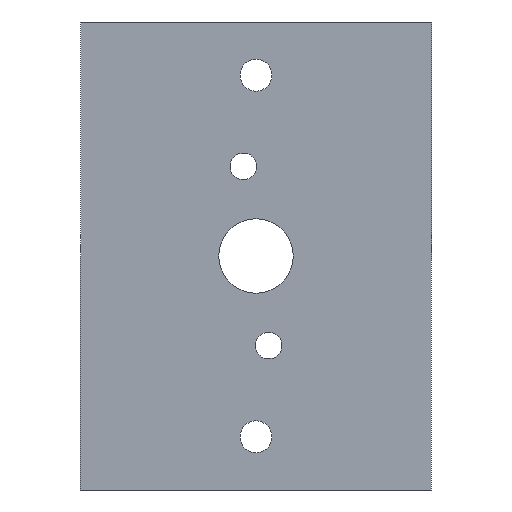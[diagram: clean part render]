
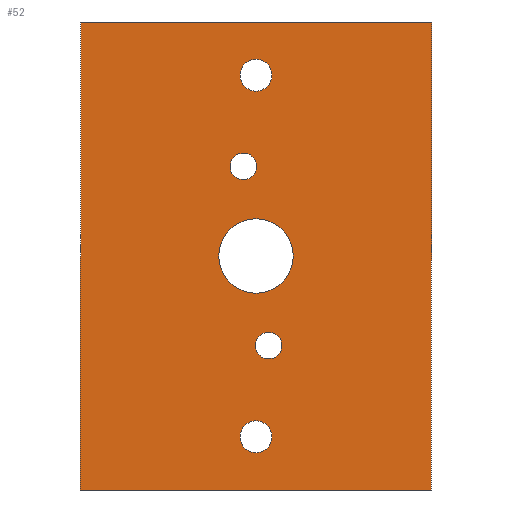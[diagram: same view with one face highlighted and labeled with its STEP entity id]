
A CAD part, left-side view. The second image highlights one B-rep face of the part: STEP entity #52.
In plain terms, the highlighted planar face has unit normal (-1, 0, 0).
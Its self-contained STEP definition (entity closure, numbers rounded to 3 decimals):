
#52=ADVANCED_FACE('',(#98,#99,#100,#101,#102,#103),#63,.F.);
#63=PLANE('',#246);
#72=LINE('',#338,#84);
#73=LINE('',#341,#85);
#74=LINE('',#343,#86);
#75=LINE('',#345,#87);
#84=VECTOR('',#280,1.);
#85=VECTOR('',#281,1.);
#86=VECTOR('',#282,1.);
#87=VECTOR('',#283,1.);
#98=FACE_BOUND('',#120,.T.);
#99=FACE_BOUND('',#121,.T.);
#100=FACE_BOUND('',#122,.T.);
#101=FACE_BOUND('',#123,.T.);
#102=FACE_BOUND('',#124,.T.);
#103=FACE_BOUND('',#125,.T.);
#120=EDGE_LOOP('',(#149));
#121=EDGE_LOOP('',(#150));
#122=EDGE_LOOP('',(#151));
#123=EDGE_LOOP('',(#152,#153,#154,#155));
#124=EDGE_LOOP('',(#156));
#125=EDGE_LOOP('',(#157));
#149=ORIENTED_EDGE('',*,*,#211,.T.);
#150=ORIENTED_EDGE('',*,*,#212,.T.);
#151=ORIENTED_EDGE('',*,*,#213,.T.);
#152=ORIENTED_EDGE('',*,*,#214,.T.);
#153=ORIENTED_EDGE('',*,*,#215,.T.);
#154=ORIENTED_EDGE('',*,*,#216,.T.);
#155=ORIENTED_EDGE('',*,*,#217,.T.);
#156=ORIENTED_EDGE('',*,*,#218,.T.);
#157=ORIENTED_EDGE('',*,*,#219,.F.);
#193=VERTEX_POINT('',#333);
#194=VERTEX_POINT('',#335);
#195=VERTEX_POINT('',#337);
#196=VERTEX_POINT('',#339);
#197=VERTEX_POINT('',#340);
#198=VERTEX_POINT('',#342);
#199=VERTEX_POINT('',#344);
#200=VERTEX_POINT('',#347);
#201=VERTEX_POINT('',#349);
#211=EDGE_CURVE('',#193,#193,#229,.T.);
#212=EDGE_CURVE('',#194,#194,#230,.T.);
#213=EDGE_CURVE('',#195,#195,#231,.T.);
#214=EDGE_CURVE('',#196,#197,#72,.T.);
#215=EDGE_CURVE('',#197,#198,#73,.T.);
#216=EDGE_CURVE('',#198,#199,#74,.T.);
#217=EDGE_CURVE('',#199,#196,#75,.T.);
#218=EDGE_CURVE('',#200,#200,#232,.T.);
#219=EDGE_CURVE('',#201,#201,#233,.T.);
#229=CIRCLE('',#241,1.5);
#230=CIRCLE('',#242,1.5);
#231=CIRCLE('',#243,1.25);
#232=CIRCLE('',#244,3.5);
#233=CIRCLE('',#245,1.25);
#241=AXIS2_PLACEMENT_3D('',#332,#274,#275);
#242=AXIS2_PLACEMENT_3D('',#334,#276,#277);
#243=AXIS2_PLACEMENT_3D('',#336,#278,#279);
#244=AXIS2_PLACEMENT_3D('',#346,#284,#285);
#245=AXIS2_PLACEMENT_3D('',#348,#286,#287);
#246=AXIS2_PLACEMENT_3D('',#350,#288,#289);
#274=DIRECTION('',(1.,0.,0.));
#275=DIRECTION('',(0.,1.,0.));
#276=DIRECTION('',(1.,0.,0.));
#277=DIRECTION('',(0.,1.,0.));
#278=DIRECTION('',(1.,0.,0.));
#279=DIRECTION('',(0.,1.,0.));
#280=DIRECTION('',(0.,1.,0.));
#281=DIRECTION('',(0.,0.,-1.));
#282=DIRECTION('',(0.,-1.,0.));
#283=DIRECTION('',(0.,0.,1.));
#284=DIRECTION('',(1.,0.,0.));
#285=DIRECTION('',(0.,1.,0.));
#286=DIRECTION('',(-1.,0.,0.));
#287=DIRECTION('',(0.,1.,0.));
#288=DIRECTION('',(1.,0.,0.));
#289=DIRECTION('',(0.,1.,0.));
#332=CARTESIAN_POINT('',(65.5,0.,-17.));
#333=CARTESIAN_POINT('',(65.5,1.5,-17.));
#334=CARTESIAN_POINT('',(65.5,0.,17.));
#335=CARTESIAN_POINT('',(65.5,1.5,17.));
#336=CARTESIAN_POINT('',(65.5,1.183,8.417));
#337=CARTESIAN_POINT('',(65.5,2.433,8.417));
#338=CARTESIAN_POINT('',(65.5,16.5,22.));
#339=CARTESIAN_POINT('',(65.5,-16.5,22.));
#340=CARTESIAN_POINT('',(65.5,16.5,22.));
#341=CARTESIAN_POINT('',(65.5,16.5,-22.));
#342=CARTESIAN_POINT('',(65.5,16.5,-22.));
#343=CARTESIAN_POINT('',(65.5,-16.5,-22.));
#344=CARTESIAN_POINT('',(65.5,-16.5,-22.));
#345=CARTESIAN_POINT('',(65.5,-16.5,22.));
#346=CARTESIAN_POINT('',(65.5,0.,0.));
#347=CARTESIAN_POINT('',(65.5,3.5,0.));
#348=CARTESIAN_POINT('',(65.5,-1.183,-8.417));
#349=CARTESIAN_POINT('',(65.5,0.067,-8.417));
#350=CARTESIAN_POINT('',(65.5,0.,0.));
